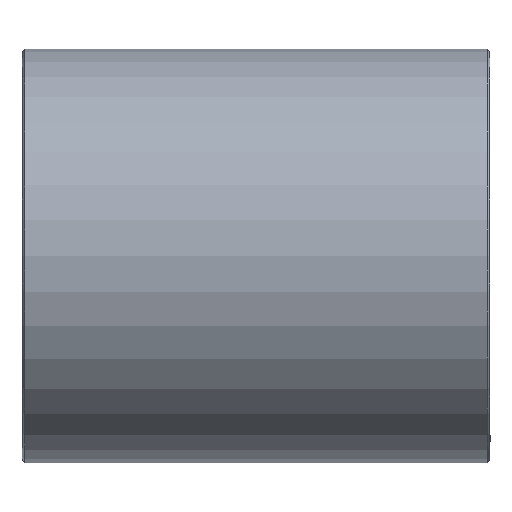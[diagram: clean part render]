
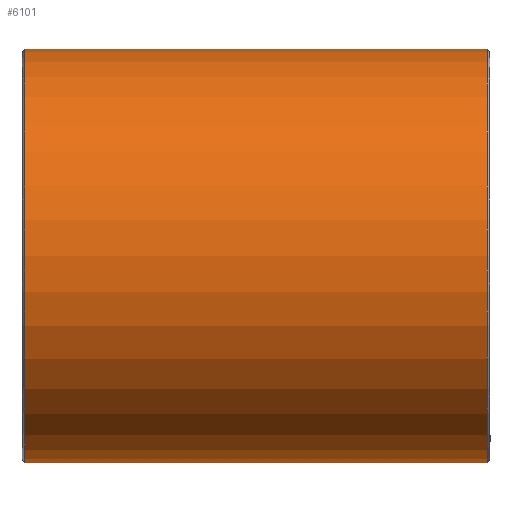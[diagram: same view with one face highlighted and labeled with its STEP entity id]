
A CAD part, top view. The second image highlights one B-rep face of the part: STEP entity #6101.
In plain terms, the highlighted cylindrical face has radius 15.9 mm (diameter 31.8 mm), a partial arc.
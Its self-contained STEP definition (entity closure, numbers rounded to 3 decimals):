
#5 = EDGE_CURVE ( 'NONE', #6903, #5157, #1528, .T. ) ;
#22 = ORIENTED_EDGE ( 'NONE', *, *, #5847, .T. ) ;
#389 = FACE_OUTER_BOUND ( 'NONE', #5120, .T. ) ;
#524 = CARTESIAN_POINT ( 'NONE',  ( 17.8, -15.9, 0. ) ) ;
#637 = AXIS2_PLACEMENT_3D ( 'NONE', #3480, #7630, #5216 ) ;
#983 = CYLINDRICAL_SURFACE ( 'NONE', #637, 15.9 ) ;
#1151 = LINE ( 'NONE', #2887, #3406 ) ;
#1426 = CARTESIAN_POINT ( 'NONE',  ( 17.8, 0., 0. ) ) ;
#1528 = CIRCLE ( 'NONE', #5952, 15.9 ) ;
#2420 = LINE ( 'NONE', #6772, #5422 ) ;
#2803 = DIRECTION ( 'NONE',  ( 0., -1., 0. ) ) ;
#2887 = CARTESIAN_POINT ( 'NONE',  ( -9., -15.9, 0. ) ) ;
#3223 = CIRCLE ( 'NONE', #7010, 15.9 ) ;
#3257 = CARTESIAN_POINT ( 'NONE',  ( 17.8, 15.9, 0. ) ) ;
#3283 = CARTESIAN_POINT ( 'NONE',  ( -17.8, 15.9, 0. ) ) ;
#3406 = VECTOR ( 'NONE', #7045, 1000. ) ;
#3480 = CARTESIAN_POINT ( 'NONE',  ( -9., 0., 0. ) ) ;
#3498 = VERTEX_POINT ( 'NONE', #3257 ) ;
#3771 = ORIENTED_EDGE ( 'NONE', *, *, #6515, .T. ) ;
#3808 = DIRECTION ( 'NONE',  ( -1., 0., 0. ) ) ;
#3931 = ORIENTED_EDGE ( 'NONE', *, *, #7808, .F. ) ;
#4778 = ORIENTED_EDGE ( 'NONE', *, *, #5, .F. ) ;
#5120 = EDGE_LOOP ( 'NONE', ( #22, #3771, #4778, #3931 ) ) ;
#5146 = DIRECTION ( 'NONE',  ( 0., -1., 0. ) ) ;
#5157 = VERTEX_POINT ( 'NONE', #3283 ) ;
#5216 = DIRECTION ( 'NONE',  ( 0., -1., 0. ) ) ;
#5359 = VERTEX_POINT ( 'NONE', #524 ) ;
#5422 = VECTOR ( 'NONE', #3808, 1000. ) ;
#5847 = EDGE_CURVE ( 'NONE', #5359, #3498, #3223, .T. ) ;
#5952 = AXIS2_PLACEMENT_3D ( 'NONE', #6369, #6957, #5146 ) ;
#6101 = ADVANCED_FACE ( 'NONE', ( #389 ), #983, .T. ) ;
#6242 = DIRECTION ( 'NONE',  ( -1., 0., 0. ) ) ;
#6369 = CARTESIAN_POINT ( 'NONE',  ( -17.8, 0., 0. ) ) ;
#6515 = EDGE_CURVE ( 'NONE', #3498, #5157, #2420, .T. ) ;
#6772 = CARTESIAN_POINT ( 'NONE',  ( -9., 15.9, 0. ) ) ;
#6903 = VERTEX_POINT ( 'NONE', #7632 ) ;
#6957 = DIRECTION ( 'NONE',  ( -1., 0., 0. ) ) ;
#7010 = AXIS2_PLACEMENT_3D ( 'NONE', #1426, #6242, #2803 ) ;
#7045 = DIRECTION ( 'NONE',  ( -1., 0., 0. ) ) ;
#7630 = DIRECTION ( 'NONE',  ( -1., 0., 0. ) ) ;
#7632 = CARTESIAN_POINT ( 'NONE',  ( -17.8, -15.9, 0. ) ) ;
#7808 = EDGE_CURVE ( 'NONE', #5359, #6903, #1151, .T. ) ;
